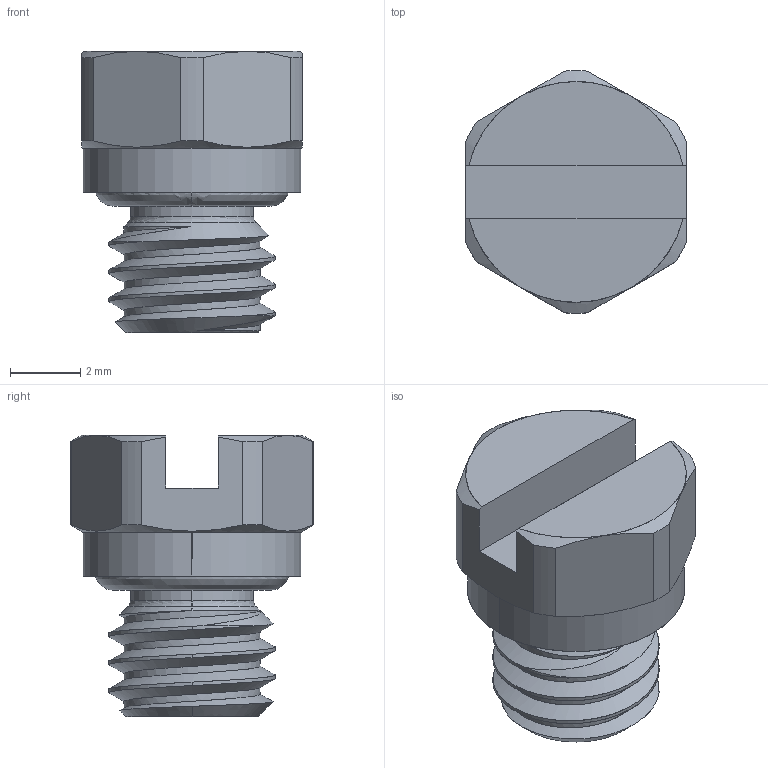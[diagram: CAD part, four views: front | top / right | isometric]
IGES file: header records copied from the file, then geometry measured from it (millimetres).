
Start section: SolidWorks IGES file using analytic representation for surfaces
Global section: file name: E-F-1U-PG-NPB-V.IGS; native system: SolidWorks 2022; preprocessor: SolidWorks 2022; author: WTsang; date: 241030.161411; units: millimetre
Bounding box: 6.28 x 6.9 x 8 mm (x, y, z)
Surface area: 294.5 mm2 (no closed solid volume)
Topology: 0 solids, 0 shells, 61 faces, 760 edges, 760 vertices
Faces by surface type: revolution 31, bspline 30
